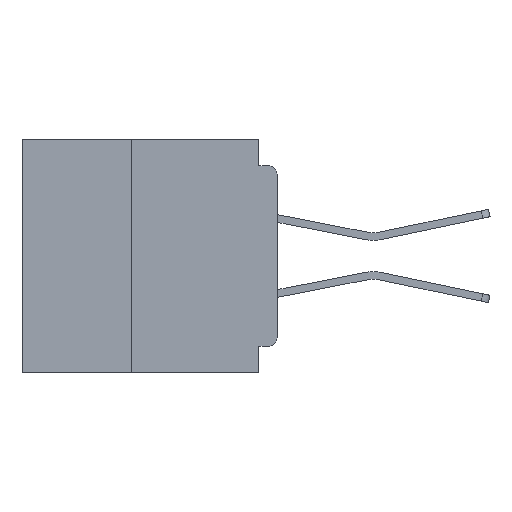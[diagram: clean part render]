
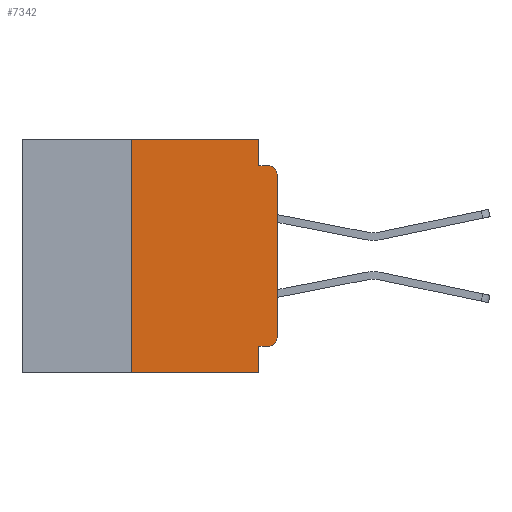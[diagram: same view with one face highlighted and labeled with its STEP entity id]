
A CAD part, left-side view. The second image highlights one B-rep face of the part: STEP entity #7342.
In plain terms, the highlighted planar face has unit normal (-1, 0, 0).
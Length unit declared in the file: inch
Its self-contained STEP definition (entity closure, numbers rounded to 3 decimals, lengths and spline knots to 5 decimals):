
#458 = EDGE_CURVE ( 'NONE', #8484, #15180, #16941, .T. ) ;
#917 = EDGE_LOOP ( 'NONE', ( #38996, #13989, #35097, #8361, #56670, #11466, #31382, #8620, #47492, #44102 ) ) ;
#1194 = CIRCLE ( 'NONE', #38339, 0.015 ) ;
#1408 = VERTEX_POINT ( 'NONE', #45605 ) ;
#1867 = AXIS2_PLACEMENT_3D ( 'NONE', #38706, #43103, #16673 ) ;
#2573 = VERTEX_POINT ( 'NONE', #35714 ) ;
#2968 = DIRECTION ( 'NONE',  ( 0., 0., -1. ) ) ;
#3147 = CARTESIAN_POINT ( 'NONE',  ( 0., 0.031, 0. ) ) ;
#3434 = DIRECTION ( 'NONE',  ( 0., 0., 1. ) ) ;
#3810 = DIRECTION ( 'NONE',  ( 0., -1., 0. ) ) ;
#3957 = CARTESIAN_POINT ( 'NONE',  ( 0., 0.25, -0.4 ) ) ;
#5990 = LINE ( 'NONE', #30161, #31080 ) ;
#7217 = VECTOR ( 'NONE', #22294, 39.37008 ) ;
#7342 = ADVANCED_FACE ( 'NONE', ( #8086 ), #7648, .F. ) ;
#7648 = PLANE ( 'NONE',  #1867 ) ;
#8086 = FACE_OUTER_BOUND ( 'NONE', #917, .T. ) ;
#8361 = ORIENTED_EDGE ( 'NONE', *, *, #458, .F. ) ;
#8484 = VERTEX_POINT ( 'NONE', #38416 ) ;
#8620 = ORIENTED_EDGE ( 'NONE', *, *, #26689, .F. ) ;
#10118 = CARTESIAN_POINT ( 'NONE',  ( 0., 0.015, -0.34 ) ) ;
#10571 = DIRECTION ( 'NONE',  ( 0., -1., 0. ) ) ;
#11466 = ORIENTED_EDGE ( 'NONE', *, *, #19401, .F. ) ;
#13989 = ORIENTED_EDGE ( 'NONE', *, *, #18028, .T. ) ;
#14626 = DIRECTION ( 'NONE',  ( 0., 0., -1. ) ) ;
#15180 = VERTEX_POINT ( 'NONE', #25863 ) ;
#16395 = EDGE_CURVE ( 'NONE', #51116, #8484, #56870, .T. ) ;
#16673 = DIRECTION ( 'NONE',  ( 0., 0., -1. ) ) ;
#16941 = LINE ( 'NONE', #3147, #28738 ) ;
#17716 = AXIS2_PLACEMENT_3D ( 'NONE', #19939, #50765, #24345 ) ;
#18028 = EDGE_CURVE ( 'NONE', #48053, #27489, #41498, .T. ) ;
#18845 = LINE ( 'NONE', #41562, #30591 ) ;
#19401 = EDGE_CURVE ( 'NONE', #23036, #51116, #55740, .T. ) ;
#19939 = CARTESIAN_POINT ( 'NONE',  ( 0., 0.015, -0.06 ) ) ;
#19979 = VECTOR ( 'NONE', #54846, 39.37008 ) ;
#21212 = CARTESIAN_POINT ( 'NONE',  ( 0., 0.031, -0.4 ) ) ;
#21354 = LINE ( 'NONE', #32678, #19979 ) ;
#22294 = DIRECTION ( 'NONE',  ( 0., 0., 1. ) ) ;
#22870 = CARTESIAN_POINT ( 'NONE',  ( 0., 0., -0.06 ) ) ;
#23036 = VERTEX_POINT ( 'NONE', #3957 ) ;
#23626 = LINE ( 'NONE', #31029, #33998 ) ;
#24193 = EDGE_CURVE ( 'NONE', #36419, #48053, #5990, .T. ) ;
#24345 = DIRECTION ( 'NONE',  ( 0., 0., -1. ) ) ;
#25184 = CARTESIAN_POINT ( 'NONE',  ( 0., 0.031, -0.4 ) ) ;
#25863 = CARTESIAN_POINT ( 'NONE',  ( 0., 0.031, -0.045 ) ) ;
#26689 = EDGE_CURVE ( 'NONE', #1408, #29126, #52536, .T. ) ;
#27489 = VERTEX_POINT ( 'NONE', #36726 ) ;
#28051 = EDGE_CURVE ( 'NONE', #23036, #29126, #21354, .T. ) ;
#28738 = VECTOR ( 'NONE', #2968, 39.37008 ) ;
#29126 = VERTEX_POINT ( 'NONE', #25184 ) ;
#30161 = CARTESIAN_POINT ( 'NONE',  ( 0., 0., 0. ) ) ;
#30591 = VECTOR ( 'NONE', #10571, 39.37008 ) ;
#31029 = CARTESIAN_POINT ( 'NONE',  ( 0., 0., -0.355 ) ) ;
#31080 = VECTOR ( 'NONE', #3434, 39.37008 ) ;
#31223 = DIRECTION ( 'NONE',  ( 0., 0., -1. ) ) ;
#31382 = ORIENTED_EDGE ( 'NONE', *, *, #28051, .T. ) ;
#32678 = CARTESIAN_POINT ( 'NONE',  ( 0., 0.437, -0.4 ) ) ;
#33441 = VECTOR ( 'NONE', #3810, 39.37008 ) ;
#33998 = VECTOR ( 'NONE', #53187, 39.37008 ) ;
#35097 = ORIENTED_EDGE ( 'NONE', *, *, #36943, .F. ) ;
#35714 = CARTESIAN_POINT ( 'NONE',  ( 0., 0.015, -0.355 ) ) ;
#36419 = VERTEX_POINT ( 'NONE', #42186 ) ;
#36726 = CARTESIAN_POINT ( 'NONE',  ( 0., 0.015, -0.045 ) ) ;
#36943 = EDGE_CURVE ( 'NONE', #15180, #27489, #18845, .T. ) ;
#37483 = EDGE_CURVE ( 'NONE', #2573, #36419, #1194, .T. ) ;
#38339 = AXIS2_PLACEMENT_3D ( 'NONE', #10118, #41111, #14626 ) ;
#38416 = CARTESIAN_POINT ( 'NONE',  ( 0., 0.031, 0. ) ) ;
#38706 = CARTESIAN_POINT ( 'NONE',  ( 0., 0.437, 0. ) ) ;
#38996 = ORIENTED_EDGE ( 'NONE', *, *, #24193, .T. ) ;
#41111 = DIRECTION ( 'NONE',  ( -1., 0., 0. ) ) ;
#41498 = CIRCLE ( 'NONE', #17716, 0.015 ) ;
#41562 = CARTESIAN_POINT ( 'NONE',  ( 0., 0., -0.045 ) ) ;
#42175 = VECTOR ( 'NONE', #31223, 39.37008 ) ;
#42186 = CARTESIAN_POINT ( 'NONE',  ( 0., 0., -0.34 ) ) ;
#43103 = DIRECTION ( 'NONE',  ( 1., 0., 0. ) ) ;
#43500 = CARTESIAN_POINT ( 'NONE',  ( 0., 0.25, 0. ) ) ;
#43948 = CARTESIAN_POINT ( 'NONE',  ( 0., 0.437, 0. ) ) ;
#44102 = ORIENTED_EDGE ( 'NONE', *, *, #37483, .T. ) ;
#45605 = CARTESIAN_POINT ( 'NONE',  ( 0., 0.031, -0.355 ) ) ;
#47492 = ORIENTED_EDGE ( 'NONE', *, *, #55169, .F. ) ;
#48053 = VERTEX_POINT ( 'NONE', #22870 ) ;
#50765 = DIRECTION ( 'NONE',  ( -1., 0., 0. ) ) ;
#51116 = VERTEX_POINT ( 'NONE', #43500 ) ;
#52536 = LINE ( 'NONE', #21212, #42175 ) ;
#53147 = CARTESIAN_POINT ( 'NONE',  ( 0., 0.25, -0.4 ) ) ;
#53187 = DIRECTION ( 'NONE',  ( 0., 1., 0. ) ) ;
#54846 = DIRECTION ( 'NONE',  ( 0., -1., 0. ) ) ;
#55169 = EDGE_CURVE ( 'NONE', #2573, #1408, #23626, .T. ) ;
#55740 = LINE ( 'NONE', #53147, #7217 ) ;
#56670 = ORIENTED_EDGE ( 'NONE', *, *, #16395, .F. ) ;
#56870 = LINE ( 'NONE', #43948, #33441 ) ;
